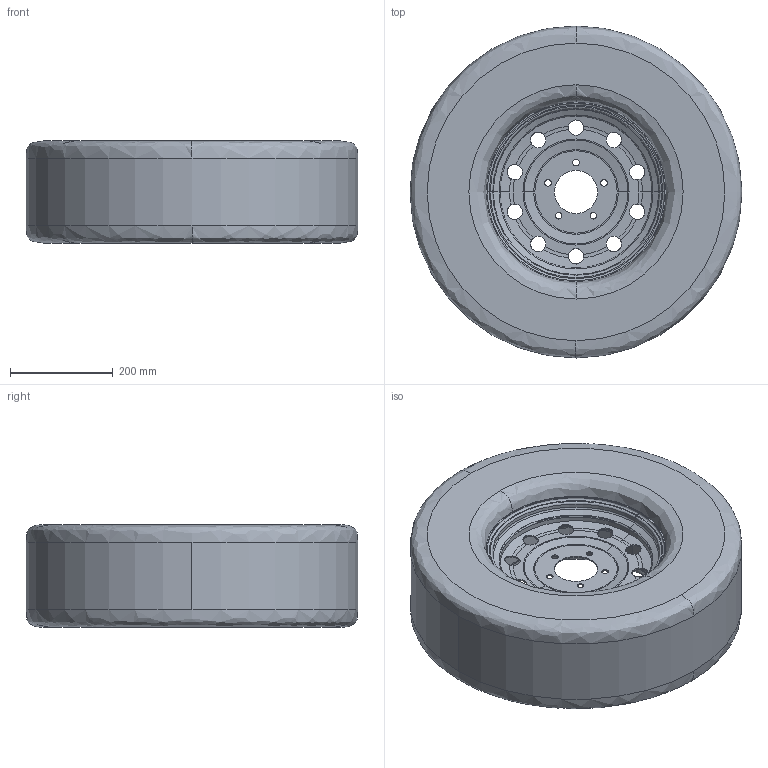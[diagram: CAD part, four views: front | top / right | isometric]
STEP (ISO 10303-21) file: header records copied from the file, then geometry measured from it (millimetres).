
FILE_DESCRIPTION (( 'STEP AP203' ), '1' );
FILE_NAME ('WHEEL 155-80-R13_REV_.step', '2025-08-17T04:52:25', ( '' ), ( '' ), 'SwSTEP 2.0', 'SolidWorks 2024', '' );
FILE_SCHEMA (( 'CONFIG_CONTROL_DESIGN' ));
Length unit declared in the file: millimetre
Products named in the file (1): WHEEL 155-80-R13_REV_
Bounding box: 645 x 645 x 199 mm (x, y, z)
Volume: 4940973.1 mm3; surface area: 2211462.6 mm2
Topology: 3 solids, 3 shells, 186 faces, 498 edges, 310 vertices
Faces by surface type: cylinder 72, torus 58, cone 22, plane 18, bspline 16
Entity records: 7981 total; most frequent: CARTESIAN_POINT 3197, DIRECTION 1044, ORIENTED_EDGE 996, EDGE_CURVE 498, AXIS2_PLACEMENT_3D 475, VERTEX_POINT 310, CIRCLE 304, EDGE_LOOP 214
